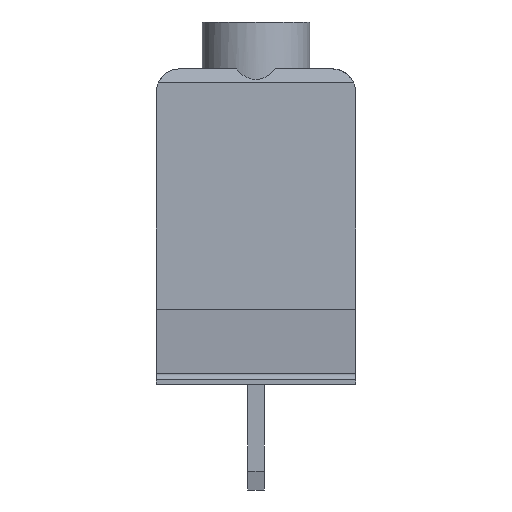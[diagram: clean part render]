
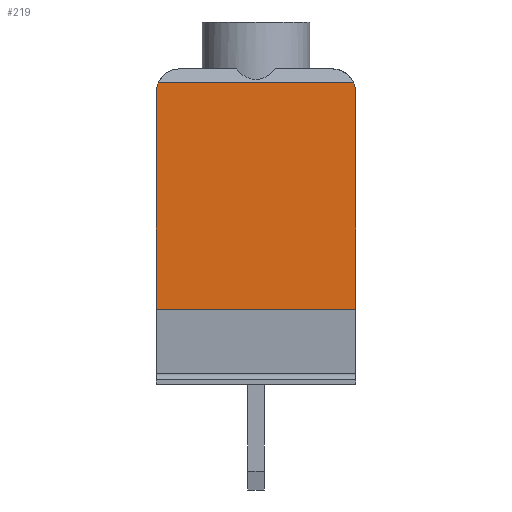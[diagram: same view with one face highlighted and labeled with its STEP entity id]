
A CAD part, left-side view. The second image highlights one B-rep face of the part: STEP entity #219.
In plain terms, the highlighted planar face has unit normal (-1, 0, 0).
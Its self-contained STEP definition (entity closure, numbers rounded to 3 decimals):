
#219 = ADVANCED_FACE( '', ( #476 ), #477, .T. );
#476 = FACE_OUTER_BOUND( '', #762, .T. );
#477 = PLANE( '', #763 );
#762 = EDGE_LOOP( '', ( #1354, #1355, #1356, #1357, #1358, #1359 ) );
#763 = AXIS2_PLACEMENT_3D( '', #1360, #1361, #1362 );
#1354 = ORIENTED_EDGE( '', *, *, #1918, .F. );
#1355 = ORIENTED_EDGE( '', *, *, #1919, .T. );
#1356 = ORIENTED_EDGE( '', *, *, #1908, .T. );
#1357 = ORIENTED_EDGE( '', *, *, #1920, .T. );
#1358 = ORIENTED_EDGE( '', *, *, #1921, .F. );
#1359 = ORIENTED_EDGE( '', *, *, #1766, .T. );
#1360 = CARTESIAN_POINT( '', ( -5., -4.25, -6.2 ) );
#1361 = DIRECTION( '', ( -1., 0., 0. ) );
#1362 = DIRECTION( '', ( 0., 0., 1. ) );
#1766 = EDGE_CURVE( '', #2147, #2145, #2148, .T. );
#1908 = EDGE_CURVE( '', #2355, #2353, #2356, .T. );
#1918 = EDGE_CURVE( '', #2369, #2145, #2370, .T. );
#1919 = EDGE_CURVE( '', #2369, #2355, #2371, .T. );
#1920 = EDGE_CURVE( '', #2353, #2372, #2373, .T. );
#1921 = EDGE_CURVE( '', #2147, #2372, #2374, .T. );
#2145 = VERTEX_POINT( '', #2661 );
#2147 = VERTEX_POINT( '', #2664 );
#2148 = CIRCLE( '', #2665, 1. );
#2353 = VERTEX_POINT( '', #2949 );
#2355 = VERTEX_POINT( '', #2952 );
#2356 = LINE( '', #2953, #2954 );
#2369 = VERTEX_POINT( '', #2973 );
#2370 = LINE( '', #2974, #2975 );
#2371 = LINE( '', #2976, #2977 );
#2372 = VERTEX_POINT( '', #2978 );
#2373 = CIRCLE( '', #2979, 1. );
#2374 = LINE( '', #2980, #2981 );
#2661 = CARTESIAN_POINT( '', ( -5., 4.25, 6.25 ) );
#2664 = CARTESIAN_POINT( '', ( -5., 4.167, 6.65 ) );
#2665 = AXIS2_PLACEMENT_3D( '', #3180, #3181, #3182 );
#2949 = CARTESIAN_POINT( '', ( -5., -4.25, 6.25 ) );
#2952 = CARTESIAN_POINT( '', ( -5., -4.25, -3. ) );
#2953 = CARTESIAN_POINT( '', ( -5., -4.25, -6.2 ) );
#2954 = VECTOR( '', #3338, 1000. );
#2973 = CARTESIAN_POINT( '', ( -5., 4.25, -3. ) );
#2974 = CARTESIAN_POINT( '', ( -5., 4.25, -6.2 ) );
#2975 = VECTOR( '', #3351, 1000. );
#2976 = CARTESIAN_POINT( '', ( -5., 16.141, -3. ) );
#2977 = VECTOR( '', #3352, 1000. );
#2978 = CARTESIAN_POINT( '', ( -5., -4.167, 6.65 ) );
#2979 = AXIS2_PLACEMENT_3D( '', #3353, #3354, #3355 );
#2980 = CARTESIAN_POINT( '', ( -5., 4.25, 6.65 ) );
#2981 = VECTOR( '', #3356, 1000. );
#3180 = CARTESIAN_POINT( '', ( -5., 3.25, 6.25 ) );
#3181 = DIRECTION( '', ( -1., 0., 0. ) );
#3182 = DIRECTION( '', ( 0., 0., 1. ) );
#3338 = DIRECTION( '', ( 0., 0., 1. ) );
#3351 = DIRECTION( '', ( 0., 0., 1. ) );
#3352 = DIRECTION( '', ( 0., -1., 0. ) );
#3353 = CARTESIAN_POINT( '', ( -5., -3.25, 6.25 ) );
#3354 = DIRECTION( '', ( -1., 0., 0. ) );
#3355 = DIRECTION( '', ( 0., 0., 1. ) );
#3356 = DIRECTION( '', ( 0., -1., 0. ) );
